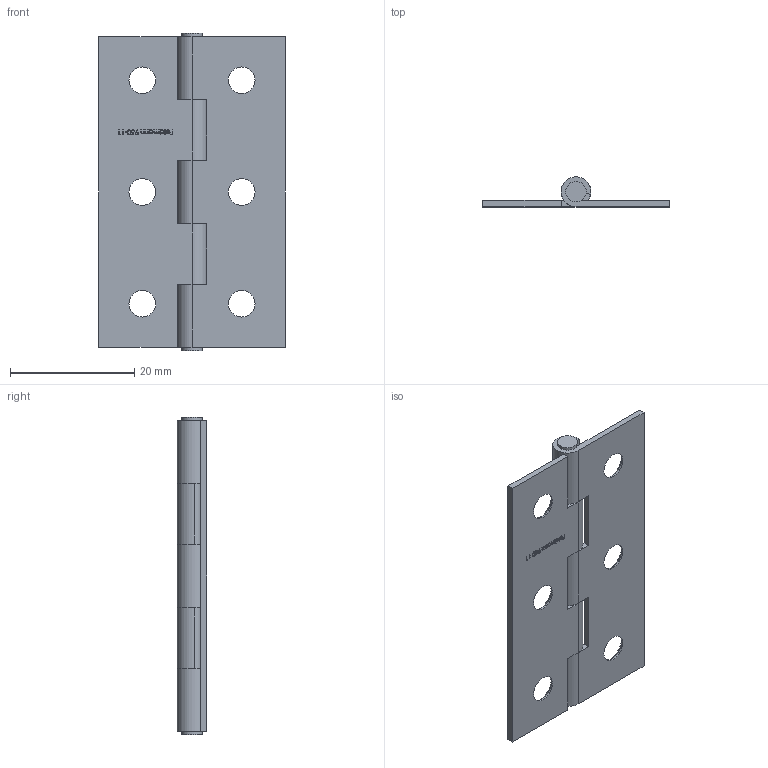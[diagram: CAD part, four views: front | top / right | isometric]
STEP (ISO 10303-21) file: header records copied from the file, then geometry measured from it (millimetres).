
FILE_DESCRIPTION (( 'STEP AP203' ), '1' );
FILE_NAME ('950-11.step', '2023-09-26T10:58:33', ( '' ), ( '' ), 'SwSTEP 2.0', 'SolidWorks 2018', '' );
FILE_SCHEMA (( 'CONFIG_CONTROL_DESIGN' ));
Length unit declared in the file: millimetre
Products named in the file (4): 950-11 Teil2; 950-11 Teil1; 950-11; 950-11 Teil3
Assembly tree (3 placements, depth 2):
  950-11
    950-11 Teil1
    950-11 Teil2
    950-11 Teil3
Bounding box: 30 x 4.8 x 51.1 mm (x, y, z)
Volume: 2045.6 mm3; surface area: 4402.5 mm2
Topology: 3 solids, 3 shells, 229 faces, 607 edges, 405 vertices
Faces by surface type: plane 130, bspline 74, cylinder 19, cone 6
Full cylindrical faces by diameter (mm): 2.8 x1, 3.3 x2, 4.3 x6
Entity records: 11289 total; most frequent: CARTESIAN_POINT 5732, ORIENTED_EDGE 1170, DIRECTION 803, EDGE_CURVE 585, VERTEX_POINT 398, LINE 393, VECTOR 393, EDGE_LOOP 277
